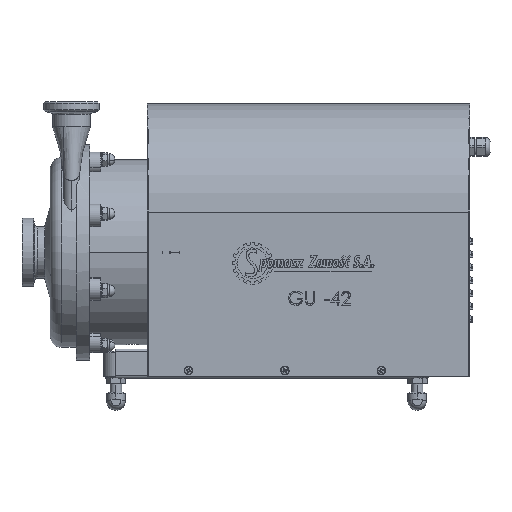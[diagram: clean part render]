
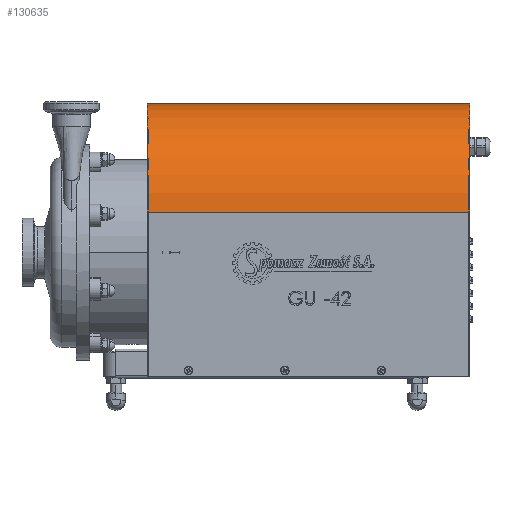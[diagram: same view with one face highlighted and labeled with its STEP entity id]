
A CAD part, top view. The second image highlights one B-rep face of the part: STEP entity #130635.
In plain terms, the highlighted cylindrical face has radius 151 mm (diameter 302 mm), a partial arc.
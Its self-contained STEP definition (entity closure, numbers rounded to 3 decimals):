
#2441 = CYLINDRICAL_SURFACE ( 'NONE', #119024, 151. ) ;
#2478 = FACE_OUTER_BOUND ( 'NONE', #101143, .T. ) ;
#2899 = DIRECTION ( 'NONE',  ( 0., 0., 1. ) ) ;
#2909 = DIRECTION ( 'NONE',  ( -1., 0., 0. ) ) ;
#2920 = CARTESIAN_POINT ( 'NONE',  ( 232.082, 73.345, 0. ) ) ;
#11578 = AXIS2_PLACEMENT_3D ( 'NONE', #46206, #46209, #46210 ) ;
#11583 = AXIS2_PLACEMENT_3D ( 'NONE', #46221, #46223, #46224 ) ;
#32043 = LINE ( 'NONE', #44822, #32048 ) ;
#32048 = VECTOR ( 'NONE', #44828, 1000. ) ;
#32226 = CIRCLE ( 'NONE', #11578, 151. ) ;
#32234 = CIRCLE ( 'NONE', #11583, 151. ) ;
#32267 = LINE ( 'NONE', #46264, #32269 ) ;
#32269 = VECTOR ( 'NONE', #46278, 1000. ) ;
#44822 = CARTESIAN_POINT ( 'NONE',  ( 232.082, 73.345, 151. ) ) ;
#44828 = DIRECTION ( 'NONE',  ( -1., 0., 0. ) ) ;
#46206 = CARTESIAN_POINT ( 'NONE',  ( 232.082, 73.345, 0. ) ) ;
#46209 = DIRECTION ( 'NONE',  ( 1., 0., 0. ) ) ;
#46210 = DIRECTION ( 'NONE',  ( 0., 0., -1. ) ) ;
#46221 = CARTESIAN_POINT ( 'NONE',  ( -217.918, 73.345, 0. ) ) ;
#46223 = DIRECTION ( 'NONE',  ( 1., 0., 0. ) ) ;
#46224 = DIRECTION ( 'NONE',  ( 0., 0., -1. ) ) ;
#46264 = CARTESIAN_POINT ( 'NONE',  ( 232.082, 73.345, -151. ) ) ;
#46278 = DIRECTION ( 'NONE',  ( -1., 0., 0. ) ) ;
#51466 = EDGE_CURVE ( 'NONE', #73074, #73070, #32043, .T. ) ;
#51976 = EDGE_CURVE ( 'NONE', #73352, #73074, #32226, .T. ) ;
#51994 = EDGE_CURVE ( 'NONE', #73355, #73070, #32234, .T. ) ;
#52043 = EDGE_CURVE ( 'NONE', #73352, #73355, #32267, .T. ) ;
#55654 = CARTESIAN_POINT ( 'NONE',  ( -217.918, 73.345, 151. ) ) ;
#55662 = CARTESIAN_POINT ( 'NONE',  ( 232.082, 73.345, 151. ) ) ;
#60943 = CARTESIAN_POINT ( 'NONE',  ( 232.082, 73.345, -151. ) ) ;
#60946 = CARTESIAN_POINT ( 'NONE',  ( -217.918, 73.345, -151. ) ) ;
#73070 = VERTEX_POINT ( 'NONE', #55654 ) ;
#73074 = VERTEX_POINT ( 'NONE', #55662 ) ;
#73352 = VERTEX_POINT ( 'NONE', #60943 ) ;
#73355 = VERTEX_POINT ( 'NONE', #60946 ) ;
#101143 = EDGE_LOOP ( 'NONE', ( #106901, #106902, #106903, #106904 ) ) ;
#106901 = ORIENTED_EDGE ( 'NONE', *, *, #51994, .T. ) ;
#106902 = ORIENTED_EDGE ( 'NONE', *, *, #51466, .F. ) ;
#106903 = ORIENTED_EDGE ( 'NONE', *, *, #51976, .F. ) ;
#106904 = ORIENTED_EDGE ( 'NONE', *, *, #52043, .T. ) ;
#119024 = AXIS2_PLACEMENT_3D ( 'NONE', #2920, #2909, #2899 ) ;
#130635 = ADVANCED_FACE ( 'NONE', ( #2478 ), #2441, .T. ) ;
